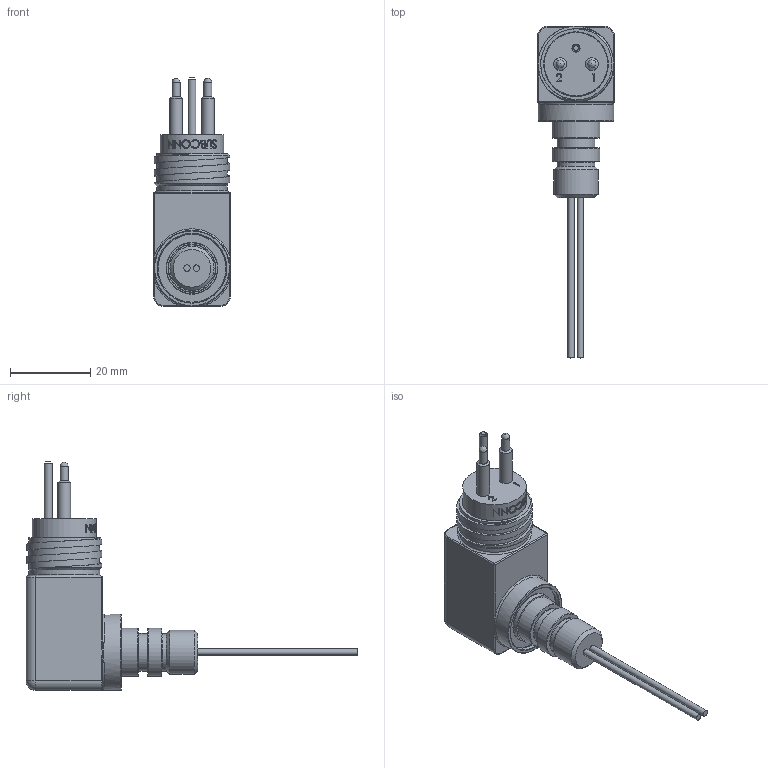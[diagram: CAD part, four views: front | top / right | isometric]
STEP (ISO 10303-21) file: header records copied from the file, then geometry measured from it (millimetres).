
FILE_DESCRIPTION(/* description */ (''),/* implementation_level */ '2;1');
FILE_NAME(/* name */ 'MCBHRA2MAS G2 2 O-ring.stp',/* time_stamp */ '2022-07-13T09:01:20+02:00',/* author */ ('sh'),/* organization */ (''),/* preprocessor_version */ 'ST-DEVELOPER v17',/* originating_system */ 'Autodesk Inventor 2019',/* authorisation */ '');
FILE_SCHEMA (('AUTOMOTIVE_DESIGN { 1 0 10303 214 3 1 1 }'));
Length unit declared in the file: millimetre
Products named in the file (1): MCBHRA2MAS G2 2 O-ring
Bounding box: 19.05 x 82.85 x 57.15 mm (x, y, z)
Volume: 15177 mm3; surface area: 6556.4 mm2
Topology: 1 solids, 2 shells, 234 faces, 609 edges, 402 vertices
Faces by surface type: bspline 78, plane 72, cylinder 51, torus 20, cone 9, sphere 4
Full cylindrical faces by diameter (mm): 1.575 x2, 1.981 x1, 1.986 x2, 2.007 x1, 3.175 x2, 7.239 x1, 9.398 x2, 11.024 x1, 11.938 x2, 12.7 x1, 15.875 x2, 17.145 x1, 17.628 x2, 18.847 x2, 18.923 x1
Entity records: 15880 total; most frequent: CARTESIAN_POINT 10170, ORIENTED_EDGE 1210, DIRECTION 984, EDGE_CURVE 605, VERTEX_POINT 402, AXIS2_PLACEMENT_3D 379, EDGE_LOOP 261, FACE_OUTER_BOUND 234
